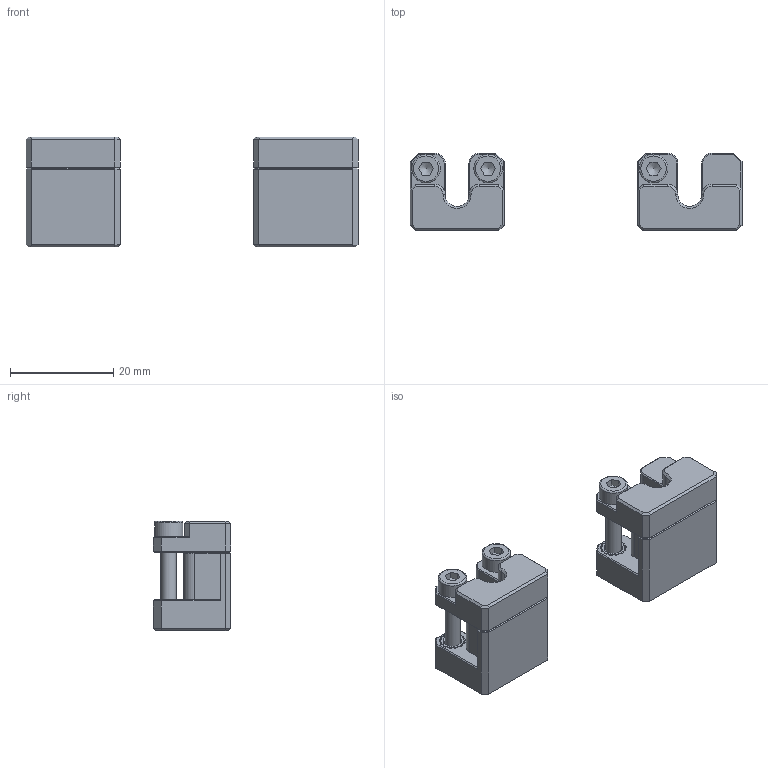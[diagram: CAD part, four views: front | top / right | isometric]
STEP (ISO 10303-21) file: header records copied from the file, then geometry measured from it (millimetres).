
FILE_DESCRIPTION(/* description */ (''),/* implementation_level */ '2;1');
FILE_NAME(/* name */ 'x_and_z-motor_cable_clips.step',/* time_stamp */ '2025-08-05T17:56:30+03:00',/* author */ (''),/* organization */ (''),/* preprocessor_version */ 'ST-DEVELOPER v20.1',/* originating_system */ 'Autodesk Translation Framework v14.10.0.0',/* authorisation */ '');
FILE_SCHEMA (('AUTOMOTIVE_DESIGN { 1 0 10303 214 3 1 1 }'));
Length unit declared in the file: millimetre
Products named in the file (5): x_and_z-motor_cable_clips; z-motor_cable_clip; x-motor_cable_clip; M3 Threaded Insert v1; M3x16 SHCS v1
Assembly tree (8 placements, depth 3):
  x_and_z-motor_cable_clips
    z-motor_cable_clip
      M3 Threaded Insert v1  x2
      M3x16 SHCS v1  x2
    x-motor_cable_clip
      M3 Threaded Insert v1
      M3x16 SHCS v1
Bounding box: 64.2 x 15 x 21.2 mm (x, y, z)
Volume: 7402.1 mm3; surface area: 6251.3 mm2
Topology: 10 solids, 10 shells, 740 faces, 1894 edges, 1197 vertices
Faces by surface type: plane 291, bspline 234, cylinder 139, cone 70, torus 6
Full cylindrical faces by diameter (mm): 2.9 x3, 3 x4, 3.2 x3, 4.2 x3, 4.25 x3, 4.6 x6, 5.5 x3
Entity records: 15574 total; most frequent: CARTESIAN_POINT 4623, ORIENTED_EDGE 2318, DIRECTION 2113, EDGE_CURVE 1159, VERTEX_POINT 709, AXIS2_PLACEMENT_3D 708, LINE 697, VECTOR 697
